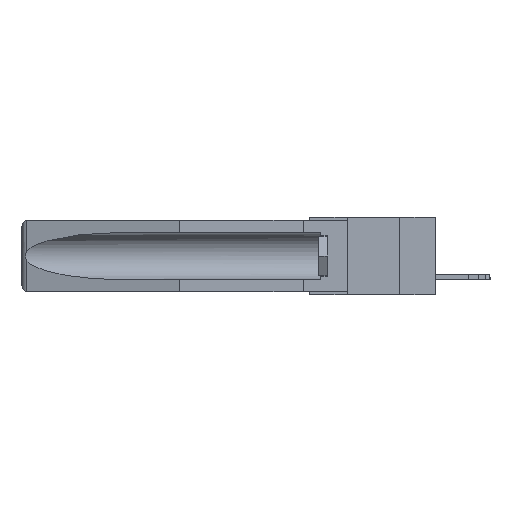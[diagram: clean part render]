
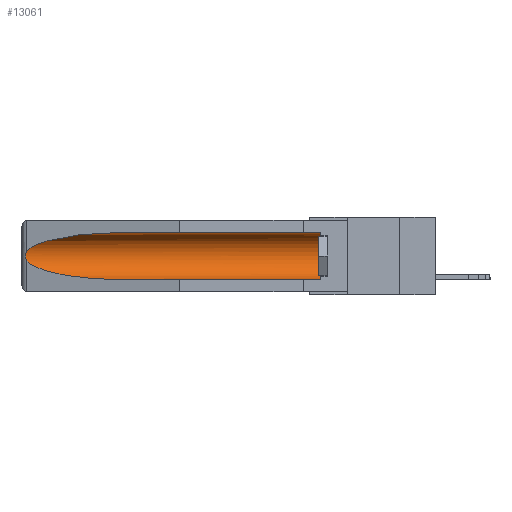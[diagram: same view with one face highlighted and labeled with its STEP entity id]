
A CAD part, left-side view. The second image highlights one B-rep face of the part: STEP entity #13061.
In plain terms, the highlighted cylindrical face has radius 2.857 mm (diameter 5.715 mm), a partial arc.
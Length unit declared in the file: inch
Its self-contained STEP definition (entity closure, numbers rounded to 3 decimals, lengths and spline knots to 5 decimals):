
#342 = VERTEX_POINT ( 'NONE', #11713 ) ;
#457 =( BOUNDED_CURVE ( )  B_SPLINE_CURVE ( 3, ( #11905, #23120, #6141, #23434 ),
 .UNSPECIFIED., .F., .F. ) 
 B_SPLINE_CURVE_WITH_KNOTS ( ( 4, 4 ),
 ( 4.71239, 6.08839 ),
 .UNSPECIFIED. ) 
 CURVE ( )  GEOMETRIC_REPRESENTATION_ITEM ( )  RATIONAL_B_SPLINE_CURVE ( ( 1., 0.848, 0.848, 1. ) ) 
 REPRESENTATION_ITEM ( '' )  );
#536 = DIRECTION ( 'NONE',  ( 0., 0., 1. ) ) ;
#546 = DIRECTION ( 'NONE',  ( 0., 1., 0. ) ) ;
#772 = CARTESIAN_POINT ( 'NONE',  ( 0.21114, 1.30732, -0.284 ) ) ;
#900 = EDGE_LOOP ( 'NONE', ( #8764, #17117, #2391, #18982, #1143, #11300 ) ) ;
#1007 = VERTEX_POINT ( 'NONE', #18299 ) ;
#1091 = EDGE_CURVE ( 'NONE', #342, #1007, #22941, .T. ) ;
#1143 = ORIENTED_EDGE ( 'NONE', *, *, #20740, .T. ) ;
#2391 = ORIENTED_EDGE ( 'NONE', *, *, #22267, .T. ) ;
#3066 = CARTESIAN_POINT ( 'NONE',  ( 0.155, 1.07973, -0.284 ) ) ;
#3642 = CARTESIAN_POINT ( 'NONE',  ( 0.2673, 1.53269, -0.17917 ) ) ;
#3797 = CARTESIAN_POINT ( 'NONE',  ( 0.26655, 1.53094, -0.18657 ) ) ;
#5401 = CARTESIAN_POINT ( 'NONE',  ( 0.2673, 1.5327, -0.16383 ) ) ;
#5478 = CARTESIAN_POINT ( 'NONE',  ( 0.2675, 1.53308, -0.17534 ) ) ;
#6076 = EDGE_CURVE ( 'NONE', #22257, #16493, #23268, .T. ) ;
#6100 = CARTESIAN_POINT ( 'NONE',  ( 0.155, -0.30754, -0.1715 ) ) ;
#6141 = CARTESIAN_POINT ( 'NONE',  ( 0.25451, 1.48313, -0.09465 ) ) ;
#7877 = CARTESIAN_POINT ( 'NONE',  ( 0.155, 0.126, -0.1715 ) ) ;
#8117 = CIRCLE ( 'NONE', #12116, 0.1125 ) ;
#8764 = ORIENTED_EDGE ( 'NONE', *, *, #14496, .T. ) ;
#9255 = CARTESIAN_POINT ( 'NONE',  ( 0.26537, 1.52718, -0.14972 ) ) ;
#9288 = CARTESIAN_POINT ( 'NONE',  ( 0.26654, 1.53092, -0.15636 ) ) ;
#9812 = DIRECTION ( 'NONE',  ( 0., 0., 1. ) ) ;
#11300 = ORIENTED_EDGE ( 'NONE', *, *, #1091, .T. ) ;
#11323 = CARTESIAN_POINT ( 'NONE',  ( 0.26537, 1.52718, -0.19328 ) ) ;
#11713 = CARTESIAN_POINT ( 'NONE',  ( 0.155, 0.126, -0.059 ) ) ;
#11905 = CARTESIAN_POINT ( 'NONE',  ( 0.155, 1.07973, -0.059 ) ) ;
#12116 = AXIS2_PLACEMENT_3D ( 'NONE', #7877, #21198, #9812 ) ;
#12347 = CARTESIAN_POINT ( 'NONE',  ( 0.25451, 1.48313, -0.24835 ) ) ;
#12966 = B_SPLINE_CURVE_WITH_KNOTS ( 'NONE', 3,
 ( #9255, #16746, #9288, #5401, #16991, #5478, #3642, #3797, #22634, #11323 ),
 .UNSPECIFIED., .F., .F.,
 ( 4, 2, 2, 2, 4 ),
 ( 0., 0.00029, 0.00058, 0.00087, 0.00117 ),
 .UNSPECIFIED. ) ;
#13061 = ADVANCED_FACE ( 'NONE', ( #22896 ), #19623, .F. ) ;
#13116 = CARTESIAN_POINT ( 'NONE',  ( 0.155, -0.30754, -0.059 ) ) ;
#13202 = DIRECTION ( 'NONE',  ( 0., 1., 0. ) ) ;
#13511 = VECTOR ( 'NONE', #13202, 39.37008 ) ;
#13682 = DIRECTION ( 'NONE',  ( 0., 1., 0. ) ) ;
#14462 = VERTEX_POINT ( 'NONE', #17500 ) ;
#14496 = EDGE_CURVE ( 'NONE', #1007, #23318, #457, .T. ) ;
#15491 = CARTESIAN_POINT ( 'NONE',  ( 0.155, -0.30754, -0.284 ) ) ;
#15587 = VECTOR ( 'NONE', #546, 39.37008 ) ;
#16031 = CARTESIAN_POINT ( 'NONE',  ( 0.155, 1.07973, -0.284 ) ) ;
#16493 = VERTEX_POINT ( 'NONE', #3066 ) ;
#16746 = CARTESIAN_POINT ( 'NONE',  ( 0.26597, 1.52961, -0.15275 ) ) ;
#16991 = CARTESIAN_POINT ( 'NONE',  ( 0.2675, 1.53308, -0.16763 ) ) ;
#17117 = ORIENTED_EDGE ( 'NONE', *, *, #23238, .T. ) ;
#17342 =( BOUNDED_CURVE ( )  B_SPLINE_CURVE ( 3, ( #23543, #12347, #772, #16031 ),
 .UNSPECIFIED., .F., .F. ) 
 B_SPLINE_CURVE_WITH_KNOTS ( ( 4, 4 ),
 ( 0.1948, 1.5708 ),
 .UNSPECIFIED. ) 
 CURVE ( )  GEOMETRIC_REPRESENTATION_ITEM ( )  RATIONAL_B_SPLINE_CURVE ( ( 1., 0.848, 0.848, 1. ) ) 
 REPRESENTATION_ITEM ( '' )  );
#17403 = CARTESIAN_POINT ( 'NONE',  ( 0.26537, 1.52718, -0.14972 ) ) ;
#17500 = CARTESIAN_POINT ( 'NONE',  ( 0.26537, 1.52718, -0.19328 ) ) ;
#18299 = CARTESIAN_POINT ( 'NONE',  ( 0.155, 1.07973, -0.059 ) ) ;
#18982 = ORIENTED_EDGE ( 'NONE', *, *, #6076, .F. ) ;
#19623 = CYLINDRICAL_SURFACE ( 'NONE', #19942, 0.1125 ) ;
#19942 = AXIS2_PLACEMENT_3D ( 'NONE', #6100, #13682, #536 ) ;
#20740 = EDGE_CURVE ( 'NONE', #22257, #342, #8117, .T. ) ;
#21198 = DIRECTION ( 'NONE',  ( 0., -1., 0. ) ) ;
#22257 = VERTEX_POINT ( 'NONE', #23470 ) ;
#22267 = EDGE_CURVE ( 'NONE', #14462, #16493, #17342, .T. ) ;
#22634 = CARTESIAN_POINT ( 'NONE',  ( 0.26597, 1.5296, -0.19026 ) ) ;
#22896 = FACE_OUTER_BOUND ( 'NONE', #900, .T. ) ;
#22941 = LINE ( 'NONE', #13116, #13511 ) ;
#23120 = CARTESIAN_POINT ( 'NONE',  ( 0.21114, 1.30732, -0.059 ) ) ;
#23238 = EDGE_CURVE ( 'NONE', #23318, #14462, #12966, .T. ) ;
#23268 = LINE ( 'NONE', #15491, #15587 ) ;
#23318 = VERTEX_POINT ( 'NONE', #17403 ) ;
#23434 = CARTESIAN_POINT ( 'NONE',  ( 0.26537, 1.52718, -0.14972 ) ) ;
#23470 = CARTESIAN_POINT ( 'NONE',  ( 0.155, 0.126, -0.284 ) ) ;
#23543 = CARTESIAN_POINT ( 'NONE',  ( 0.26537, 1.52718, -0.19328 ) ) ;
